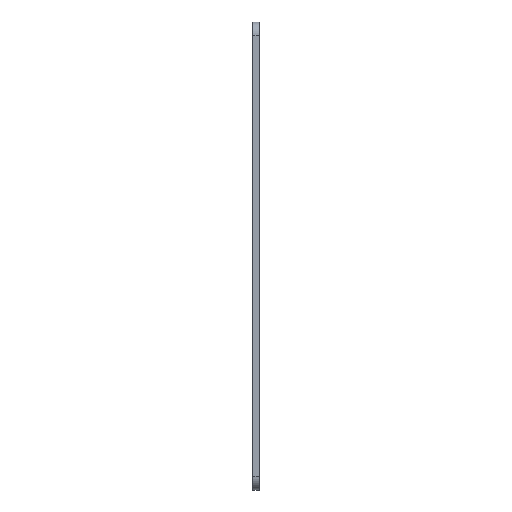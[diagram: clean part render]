
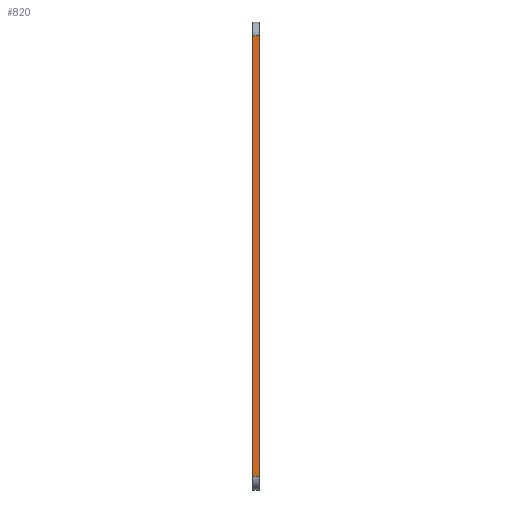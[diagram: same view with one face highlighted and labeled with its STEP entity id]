
A CAD part, left-side view. The second image highlights one B-rep face of the part: STEP entity #820.
In plain terms, the highlighted planar face has unit normal (-1, 0, 0).
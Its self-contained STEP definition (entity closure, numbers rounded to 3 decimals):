
#60 = LINE ( 'NONE', #271, #173 ) ;
#69 = CARTESIAN_POINT ( 'NONE',  ( -257.5, 0., 207.5 ) ) ;
#99 = VECTOR ( 'NONE', #354, 1000. ) ;
#158 = EDGE_CURVE ( 'NONE', #898, #914, #60, .T. ) ;
#173 = VECTOR ( 'NONE', #572, 1000. ) ;
#178 = EDGE_CURVE ( 'NONE', #914, #856, #654, .T. ) ;
#183 = CARTESIAN_POINT ( 'NONE',  ( -257.5, 0., -195.5 ) ) ;
#220 = ORIENTED_EDGE ( 'NONE', *, *, #647, .F. ) ;
#232 = CARTESIAN_POINT ( 'NONE',  ( -257.5, -6., 195.5 ) ) ;
#236 = DIRECTION ( 'NONE',  ( 0., 0., 1. ) ) ;
#262 = CARTESIAN_POINT ( 'NONE',  ( -257.5, 0., 195.5 ) ) ;
#271 = CARTESIAN_POINT ( 'NONE',  ( -257.5, -6., -195.5 ) ) ;
#274 = LINE ( 'NONE', #69, #847 ) ;
#275 = CARTESIAN_POINT ( 'NONE',  ( -257.5, -6., 207.5 ) ) ;
#312 = LINE ( 'NONE', #232, #566 ) ;
#331 = AXIS2_PLACEMENT_3D ( 'NONE', #686, #461, #236 ) ;
#354 = DIRECTION ( 'NONE',  ( 0., 0., 1. ) ) ;
#397 = ORIENTED_EDGE ( 'NONE', *, *, #178, .T. ) ;
#401 = VERTEX_POINT ( 'NONE', #262 ) ;
#457 = PLANE ( 'NONE',  #331 ) ;
#461 = DIRECTION ( 'NONE',  ( -1., 0., 0. ) ) ;
#491 = ORIENTED_EDGE ( 'NONE', *, *, #748, .T. ) ;
#549 = CARTESIAN_POINT ( 'NONE',  ( -257.5, -6., -195.5 ) ) ;
#560 = CARTESIAN_POINT ( 'NONE',  ( -257.5, -6., 195.5 ) ) ;
#566 = VECTOR ( 'NONE', #617, 1000. ) ;
#572 = DIRECTION ( 'NONE',  ( 0., -1., 0. ) ) ;
#576 = DIRECTION ( 'NONE',  ( 0., 0., 1. ) ) ;
#617 = DIRECTION ( 'NONE',  ( 0., 1., 0. ) ) ;
#647 = EDGE_CURVE ( 'NONE', #898, #401, #274, .T. ) ;
#654 = LINE ( 'NONE', #275, #99 ) ;
#686 = CARTESIAN_POINT ( 'NONE',  ( -257.5, -6., 207.5 ) ) ;
#748 = EDGE_CURVE ( 'NONE', #856, #401, #312, .T. ) ;
#750 = FACE_OUTER_BOUND ( 'NONE', #770, .T. ) ;
#770 = EDGE_LOOP ( 'NONE', ( #220, #785, #397, #491 ) ) ;
#785 = ORIENTED_EDGE ( 'NONE', *, *, #158, .T. ) ;
#820 = ADVANCED_FACE ( 'NONE', ( #750 ), #457, .T. ) ;
#847 = VECTOR ( 'NONE', #576, 1000. ) ;
#856 = VERTEX_POINT ( 'NONE', #560 ) ;
#898 = VERTEX_POINT ( 'NONE', #183 ) ;
#914 = VERTEX_POINT ( 'NONE', #549 ) ;
